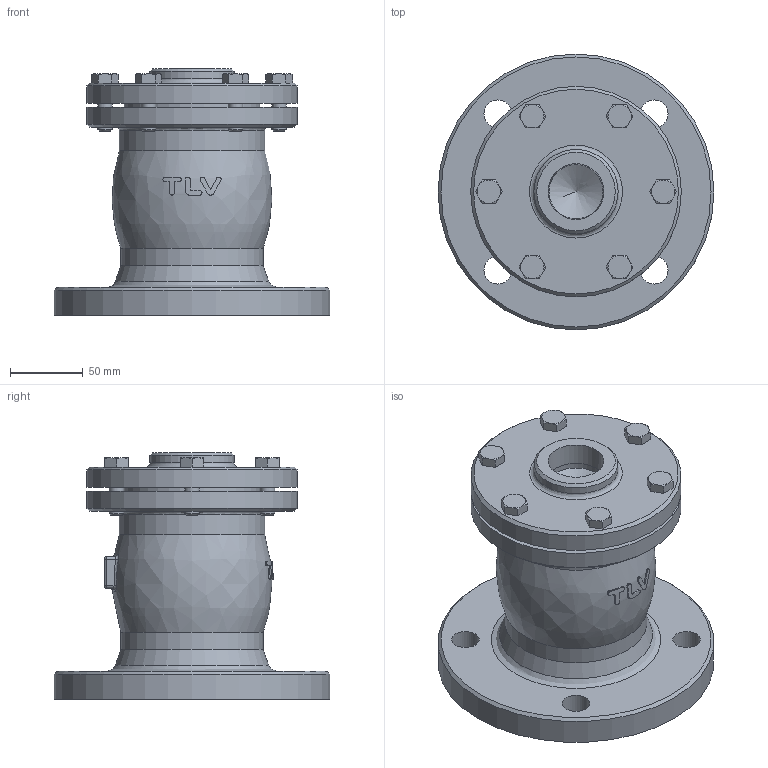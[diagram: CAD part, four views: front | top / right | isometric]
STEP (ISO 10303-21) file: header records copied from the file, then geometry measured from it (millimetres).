
FILE_DESCRIPTION((''),'2;1');
FILE_NAME('va300-080-a0125-00.stp','2010-08-10T16:00:48',('nakaot'),(''),'Autodesk Inventor 2008','Autodesk Inventor 2008','');
FILE_SCHEMA(('AUTOMOTIVE_DESIGN { 1 0 10303 214 1 1 1 1 }'));
Length unit declared in the file: millimetre
Products named in the file (1): va300-080-a0125-00
Bounding box: 190 x 190 x 170 mm (x, y, z)
Volume: 1859021.4 mm3; surface area: 171044.9 mm2
Topology: 1 solids, 1 shells, 198 faces, 443 edges, 276 vertices
Faces by surface type: plane 79, cone 47, cylinder 37, bspline 35
Full cylindrical faces by diameter (mm): 10 x12, 58 x1, 93.5 x1, 98 x1, 100 x1, 145 x2, 190 x1
Entity records: 6675 total; most frequent: CARTESIAN_POINT 2792, ORIENTED_EDGE 766, DIRECTION 743, EDGE_CURVE 383, AXIS2_PLACEMENT_3D 316, EDGE_LOOP 295, VERTEX_POINT 264, FACE_OUTER_BOUND 198
